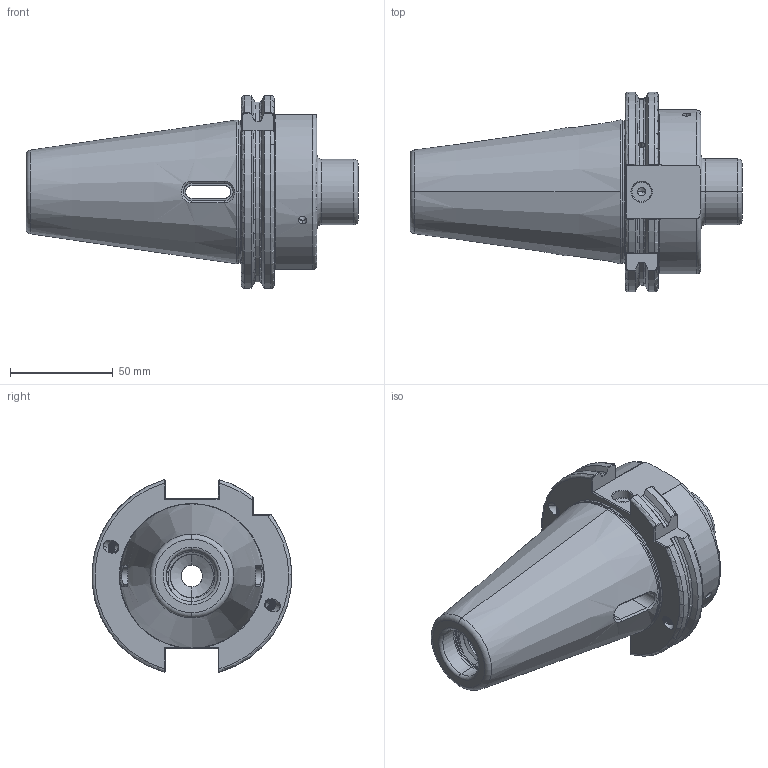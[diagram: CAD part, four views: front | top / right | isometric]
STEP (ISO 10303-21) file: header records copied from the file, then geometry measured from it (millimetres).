
FILE_DESCRIPTION (( 'STEP AP203' ), '1' );
FILE_NAME ('503.07.02.STEP', '2016-07-16T06:19:42', ( '' ), ( '' ), 'SwSTEP 2.0', 'SolidWorks 2012', '' );
FILE_SCHEMA (( 'CONFIG_CONTROL_DESIGN' ));
Length unit declared in the file: millimetre
Products named in the file (1): 503.07.02
Bounding box: 161.75 x 97.32 x 93.81 mm (x, y, z)
Volume: 425204.3 mm3; surface area: 57887 mm2
Topology: 1 solids, 1 shells, 297 faces, 787 edges, 484 vertices
Faces by surface type: cylinder 114, plane 69, cone 40, torus 39, bspline 35
Entity records: 22139 total; most frequent: CARTESIAN_POINT 15457, ORIENTED_EDGE 1546, DIRECTION 1167, EDGE_CURVE 773, VERTEX_POINT 484, AXIS2_PLACEMENT_3D 454, EDGE_LOOP 317, FACE_OUTER_BOUND 297
